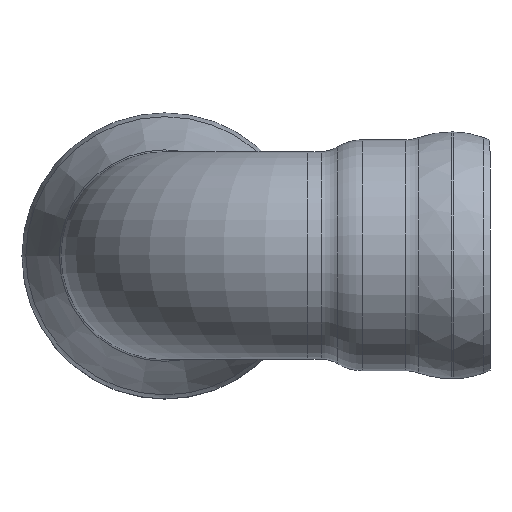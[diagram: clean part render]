
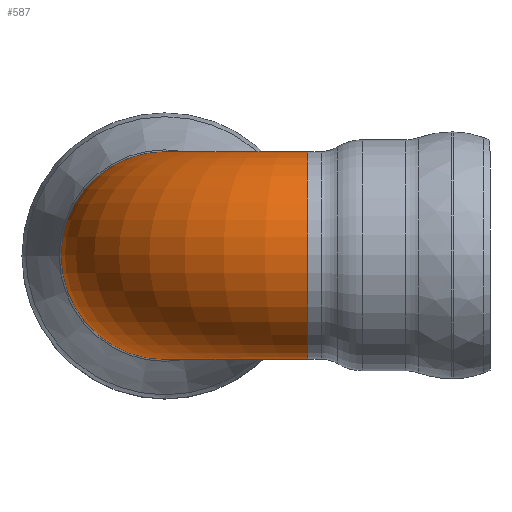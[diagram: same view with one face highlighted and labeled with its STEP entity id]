
A CAD part, top view. The second image highlights one B-rep face of the part: STEP entity #587.
In plain terms, the highlighted toroidal (fillet/blend) face has major radius 365 mm and minor radius 265 mm.
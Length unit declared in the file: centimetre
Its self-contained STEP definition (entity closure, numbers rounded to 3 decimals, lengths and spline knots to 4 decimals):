
#50=TOROIDAL_SURFACE('',#682,36.5,26.5);
#65=FACE_OUTER_BOUND('',#104,.T.);
#104=EDGE_LOOP('',(#392,#393,#394,#395,#396));
#141=CIRCLE('',#676,26.5);
#146=CIRCLE('',#683,10.);
#147=CIRCLE('',#684,26.5);
#148=CIRCLE('',#685,26.5);
#223=VERTEX_POINT('',#1050);
#227=VERTEX_POINT('',#1061);
#228=VERTEX_POINT('',#1063);
#286=EDGE_CURVE('',#223,#223,#141,.T.);
#291=EDGE_CURVE('',#223,#227,#146,.T.);
#292=EDGE_CURVE('',#227,#228,#147,.T.);
#293=EDGE_CURVE('',#228,#227,#148,.T.);
#392=ORIENTED_EDGE('',*,*,#286,.F.);
#393=ORIENTED_EDGE('',*,*,#291,.T.);
#394=ORIENTED_EDGE('',*,*,#292,.T.);
#395=ORIENTED_EDGE('',*,*,#293,.T.);
#396=ORIENTED_EDGE('',*,*,#291,.F.);
#587=ADVANCED_FACE('',(#65),#50,.T.);
#676=AXIS2_PLACEMENT_3D('',#1051,#797,#798);
#682=AXIS2_PLACEMENT_3D('',#1060,#809,#810);
#683=AXIS2_PLACEMENT_3D('',#1062,#811,#812);
#684=AXIS2_PLACEMENT_3D('',#1064,#813,#814);
#685=AXIS2_PLACEMENT_3D('',#1065,#815,#816);
#797=DIRECTION('center_axis',(0.,0.,
-1.));
#798=DIRECTION('ref_axis',(-1.,0.,0.));
#809=DIRECTION('center_axis',(0.,-1.,0.));
#810=DIRECTION('ref_axis',(1.,0.,0.));
#811=DIRECTION('center_axis',(0.,1.,0.));
#812=DIRECTION('ref_axis',(1.,0.,0.));
#813=DIRECTION('center_axis',(-1.,0.,0.));
#814=DIRECTION('ref_axis',(0.,0.,1.));
#815=DIRECTION('center_axis',(-1.,0.,0.));
#816=DIRECTION('ref_axis',(0.,0.,1.));
#1050=CARTESIAN_POINT('',(26.5,0.,103.5));
#1051=CARTESIAN_POINT('Origin',(0.,0.,
103.5));
#1060=CARTESIAN_POINT('Origin',(36.5,0.,
103.5));
#1061=CARTESIAN_POINT('',(36.5,0.,113.5));
#1062=CARTESIAN_POINT('Origin',(36.5,0.,
103.5));
#1063=CARTESIAN_POINT('',(36.5,26.5,140.));
#1064=CARTESIAN_POINT('Origin',(36.5,0.,140.));
#1065=CARTESIAN_POINT('Origin',(36.5,0.,140.));
